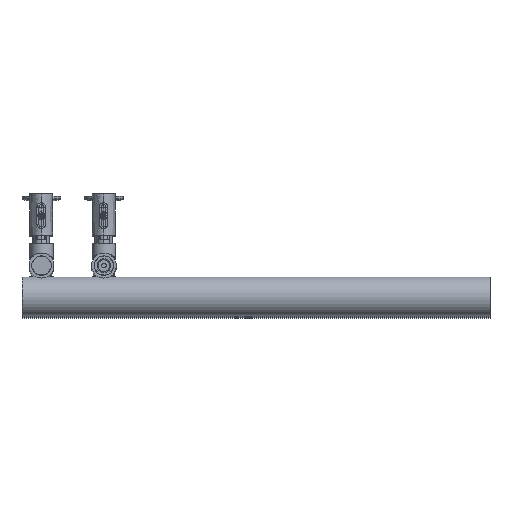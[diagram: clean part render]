
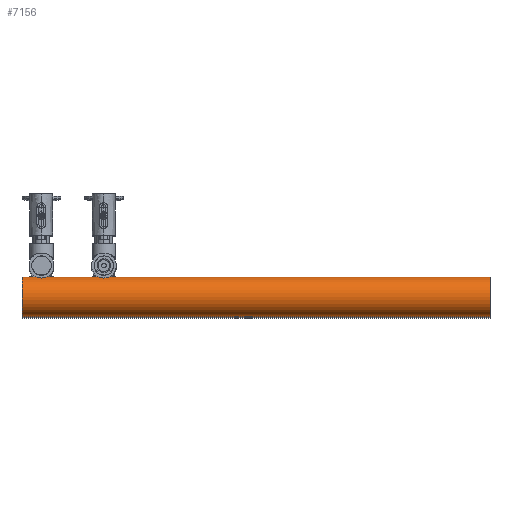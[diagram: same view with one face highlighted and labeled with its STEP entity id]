
A CAD part, top view. The second image highlights one B-rep face of the part: STEP entity #7156.
In plain terms, the highlighted cylindrical face has radius 25.4 mm (diameter 50.8 mm), a partial arc.
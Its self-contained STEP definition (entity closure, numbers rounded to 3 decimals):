
#2740 = CIRCLE ( 'NONE', #2741, 25.4 ) ;
#2741 = AXIS2_PLACEMENT_3D ( 'NONE', #2753, #2799, #2798 ) ;
#2753 = CARTESIAN_POINT ( 'NONE',  ( 0., 0., 600. ) ) ;
#2778 = DIRECTION ( 'NONE',  ( 0., 0., -1. ) ) ;
#2779 = VECTOR ( 'NONE', #2778, 1000. ) ;
#2780 = CARTESIAN_POINT ( 'NONE',  ( 25.4, 0., 600. ) ) ;
#2781 = LINE ( 'NONE', #2780, #2779 ) ;
#2790 = CARTESIAN_POINT ( 'NONE',  ( 25.4, 0., 0. ) ) ;
#2798 = DIRECTION ( 'NONE',  ( 1., 0., 0. ) ) ;
#2799 = DIRECTION ( 'NONE',  ( 0., 0., 1. ) ) ;
#2807 = CARTESIAN_POINT ( 'NONE',  ( -25.4, 0., 0. ) ) ;
#2819 = CARTESIAN_POINT ( 'NONE',  ( 25.4, 0., 600. ) ) ;
#2828 = DIRECTION ( 'NONE',  ( 0., 0., -1. ) ) ;
#2829 = VECTOR ( 'NONE', #2828, 1000. ) ;
#2830 = CARTESIAN_POINT ( 'NONE',  ( -25.4, 0., 600. ) ) ;
#2831 = LINE ( 'NONE', #2830, #2829 ) ;
#2867 = CARTESIAN_POINT ( 'NONE',  ( -25.4, 0., 600. ) ) ;
#2873 = DIRECTION ( 'NONE',  ( -1., 0., 0. ) ) ;
#2875 = DIRECTION ( 'NONE',  ( 0., 0., -1. ) ) ;
#2883 = AXIS2_PLACEMENT_3D ( 'NONE', #2900, #2875, #2873 ) ;
#2893 = CYLINDRICAL_SURFACE ( 'NONE', #2883, 25.4 ) ;
#2900 = CARTESIAN_POINT ( 'NONE',  ( 0., 0., 600. ) ) ;
#2901 = FACE_OUTER_BOUND ( 'NONE', #7135, .T. ) ;
#2930 = DIRECTION ( 'NONE',  ( 1., 0., 0. ) ) ;
#2931 = DIRECTION ( 'NONE',  ( 0., 0., 1. ) ) ;
#2932 = CARTESIAN_POINT ( 'NONE',  ( 0., 0., 0. ) ) ;
#2933 = AXIS2_PLACEMENT_3D ( 'NONE', #2932, #2931, #2930 ) ;
#2934 = CIRCLE ( 'NONE', #2933, 25.4 ) ;
#7101 = ORIENTED_EDGE ( 'NONE', *, *, #7121, .T. ) ;
#7105 = EDGE_CURVE ( 'NONE', #7140, #7142, #2740, .T. ) ;
#7115 = VERTEX_POINT ( 'NONE', #2790 ) ;
#7116 = EDGE_CURVE ( 'NONE', #7142, #7115, #2781, .T. ) ;
#7121 = EDGE_CURVE ( 'NONE', #7140, #7130, #2831, .T. ) ;
#7130 = VERTEX_POINT ( 'NONE', #2807 ) ;
#7135 = EDGE_LOOP ( 'NONE', ( #7153, #7159, #7101, #7157 ) ) ;
#7140 = VERTEX_POINT ( 'NONE', #2867 ) ;
#7142 = VERTEX_POINT ( 'NONE', #2819 ) ;
#7153 = ORIENTED_EDGE ( 'NONE', *, *, #7116, .F. ) ;
#7156 = ADVANCED_FACE ( 'NONE', ( #2901 ), #2893, .T. ) ;
#7157 = ORIENTED_EDGE ( 'NONE', *, *, #7161, .T. ) ;
#7159 = ORIENTED_EDGE ( 'NONE', *, *, #7105, .F. ) ;
#7161 = EDGE_CURVE ( 'NONE', #7130, #7115, #2934, .T. ) ;
